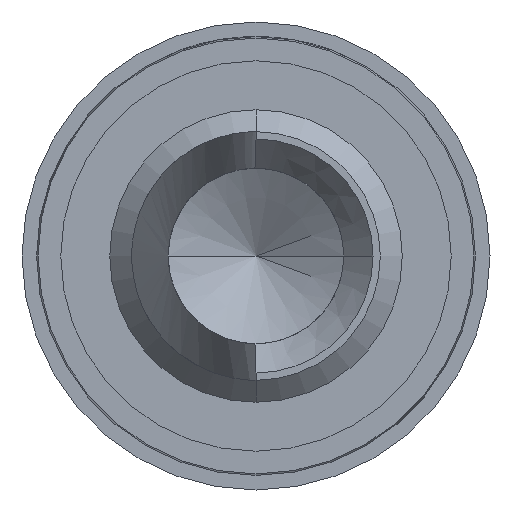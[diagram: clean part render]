
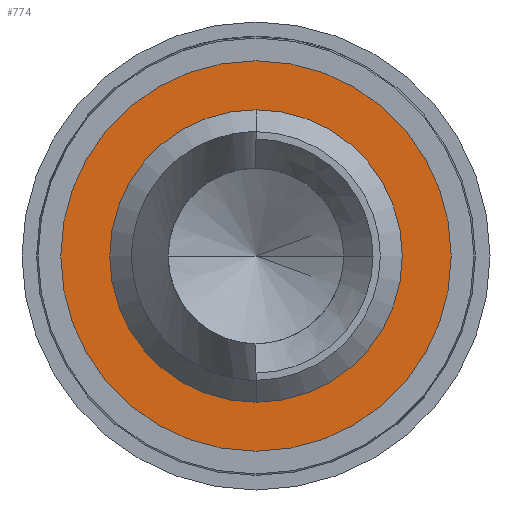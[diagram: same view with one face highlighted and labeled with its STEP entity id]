
A CAD part, front view. The second image highlights one B-rep face of the part: STEP entity #774.
In plain terms, the highlighted planar face has unit normal (0, -1, 0).
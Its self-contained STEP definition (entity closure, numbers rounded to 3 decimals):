
#102 = DIRECTION ( 'NONE',  ( 0., -1., 0. ) ) ;
#103 = CARTESIAN_POINT ( 'NONE',  ( 0., -36.445, 0. ) ) ;
#109 = DIRECTION ( 'NONE',  ( 0., 0., -1. ) ) ;
#123 = EDGE_CURVE ( 'Defeature ausgef�hrt1_20+Defeature ausgef�hrt1_25+Defeature ausgef�hrt1_25+Defeature ausgef�hrt1_25', #3023, #825, #713, .T. ) ;
#186 = FACE_OUTER_BOUND ( 'NONE', #239, .T. ) ;
#239 = EDGE_LOOP ( 'NONE', ( #370, #757 ) ) ;
#312 = AXIS2_PLACEMENT_3D ( 'NONE', #103, #102, #2513 ) ;
#370 = ORIENTED_EDGE ( 'NONE', *, *, #800, .T. ) ;
#496 = FACE_BOUND ( 'NONE', #3439, .T. ) ;
#603 = ORIENTED_EDGE ( 'NONE', *, *, #3321, .T. ) ;
#713 = CIRCLE ( 'NONE', #1051, 1. ) ;
#757 = ORIENTED_EDGE ( 'NONE', *, *, #3172, .T. ) ;
#774 = ADVANCED_FACE ( 'Defeature ausgef�hrt1_20', ( #496, #186 ), #1819, .T. ) ;
#800 = EDGE_CURVE ( 'Defeature ausgef�hrt1_20+Defeature ausgef�hrt1_21+Defeature ausgef�hrt1_21+Defeature ausgef�hrt1_21', #4433, #2781, #4049, .T. ) ;
#817 = CIRCLE ( 'NONE', #1776, 1.335 ) ;
#825 = VERTEX_POINT ( 'NONE', #3229 ) ;
#928 = DIRECTION ( 'NONE',  ( 0., 1., 0. ) ) ;
#942 = DIRECTION ( 'NONE',  ( 0., 0., -1. ) ) ;
#1051 = AXIS2_PLACEMENT_3D ( 'NONE', #1679, #4441, #4075 ) ;
#1113 = CARTESIAN_POINT ( 'NONE',  ( 0., -36.445, 1. ) ) ;
#1679 = CARTESIAN_POINT ( 'NONE',  ( 0., -36.445, 0. ) ) ;
#1776 = AXIS2_PLACEMENT_3D ( 'NONE', #2528, #2833, #109 ) ;
#1819 = PLANE ( 'NONE',  #312 ) ;
#2253 = DIRECTION ( 'NONE',  ( 0., -1., 0. ) ) ;
#2294 = CARTESIAN_POINT ( 'NONE',  ( 0., -36.445, -1.335 ) ) ;
#2513 = DIRECTION ( 'NONE',  ( 0., 0., -1. ) ) ;
#2528 = CARTESIAN_POINT ( 'NONE',  ( 0., -36.445, 0. ) ) ;
#2781 = VERTEX_POINT ( 'NONE', #3932 ) ;
#2833 = DIRECTION ( 'NONE',  ( 0., -1., 0. ) ) ;
#2943 = CARTESIAN_POINT ( 'NONE',  ( 0., -36.445, 0. ) ) ;
#2979 = CARTESIAN_POINT ( 'NONE',  ( 0., -36.445, 0. ) ) ;
#3023 = VERTEX_POINT ( 'NONE', #1113 ) ;
#3172 = EDGE_CURVE ( 'Defeature ausgef�hrt1_20+Defeature ausgef�hrt1_21+Defeature ausgef�hrt1_21+Defeature ausgef�hrt1_21', #2781, #4433, #817, .T. ) ;
#3175 = ORIENTED_EDGE ( 'NONE', *, *, #123, .T. ) ;
#3229 = CARTESIAN_POINT ( 'NONE',  ( 0., -36.445, -1. ) ) ;
#3321 = EDGE_CURVE ( 'Defeature ausgef�hrt1_20+Defeature ausgef�hrt1_25+Defeature ausgef�hrt1_25+Defeature ausgef�hrt1_25', #825, #3023, #4478, .T. ) ;
#3439 = EDGE_LOOP ( 'NONE', ( #3175, #603 ) ) ;
#3646 = AXIS2_PLACEMENT_3D ( 'NONE', #2979, #928, #942 ) ;
#3932 = CARTESIAN_POINT ( 'NONE',  ( 0., -36.445, 1.335 ) ) ;
#4049 = CIRCLE ( 'NONE', #4319, 1.335 ) ;
#4075 = DIRECTION ( 'NONE',  ( 0., 0., -1. ) ) ;
#4319 = AXIS2_PLACEMENT_3D ( 'NONE', #2943, #2253, #4350 ) ;
#4350 = DIRECTION ( 'NONE',  ( 0., 0., -1. ) ) ;
#4433 = VERTEX_POINT ( 'NONE', #2294 ) ;
#4441 = DIRECTION ( 'NONE',  ( 0., 1., 0. ) ) ;
#4478 = CIRCLE ( 'NONE', #3646, 1. ) ;
